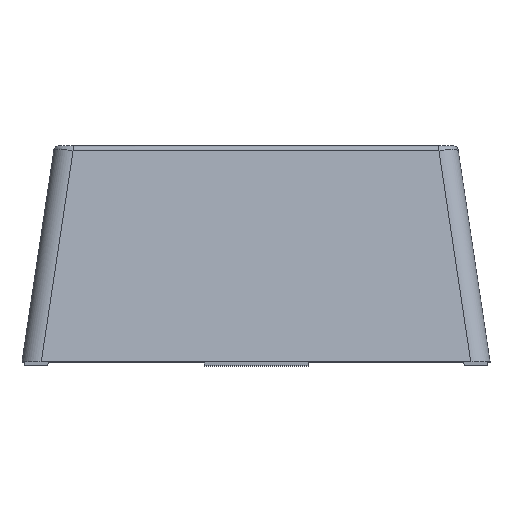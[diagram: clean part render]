
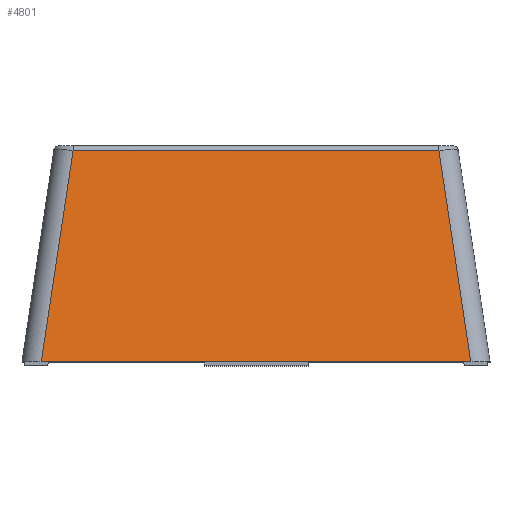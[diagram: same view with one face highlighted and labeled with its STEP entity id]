
A CAD part, top view. The second image highlights one B-rep face of the part: STEP entity #4801.
In plain terms, the highlighted planar face has unit normal (0, 0.149, 0.989).
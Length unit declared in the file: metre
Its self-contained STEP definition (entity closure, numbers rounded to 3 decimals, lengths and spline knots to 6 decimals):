
#386=B_SPLINE_CURVE_WITH_KNOTS('',3,(#6821,#6822,#6823,#6824),
 .UNSPECIFIED.,.F.,.F.,(4,4),(0.,1.),
 .UNSPECIFIED.);
#967=ORIENTED_EDGE('',*,*,#2355,.F.);
#968=ORIENTED_EDGE('',*,*,#2356,.T.);
#969=ORIENTED_EDGE('',*,*,#2351,.T.);
#970=ORIENTED_EDGE('',*,*,#2346,.F.);
#2346=EDGE_CURVE('',#3058,#3059,#3414,.T.);
#2351=EDGE_CURVE('',#3062,#3059,#3417,.T.);
#2355=EDGE_CURVE('',#3064,#3058,#3419,.T.);
#2356=EDGE_CURVE('',#3064,#3062,#386,.T.);
#3058=VERTEX_POINT('',#6770);
#3059=VERTEX_POINT('',#6772);
#3062=VERTEX_POINT('',#6806);
#3064=VERTEX_POINT('',#6820);
#3414=LINE('',#6771,#3766);
#3417=LINE('',#6805,#3769);
#3419=LINE('',#6819,#3771);
#3766=VECTOR('',#5393,1.);
#3769=VECTOR('',#5400,1.);
#3771=VECTOR('',#5406,1.);
#4088=EDGE_LOOP('',(#967,#968,#969,#970));
#4411=FACE_BOUND('',#4088,.T.);
#4702=PLANE('',#5111);
#4801=ADVANCED_FACE('',(#4411),#4702,.T.);
#5111=AXIS2_PLACEMENT_3D('',#6818,#5404,#5405);
#5393=DIRECTION('',(-1.,0.,0.));
#5400=DIRECTION('',(-0.147,-0.978,0.147));
#5404=DIRECTION('',(0.,0.149,0.989));
#5405=DIRECTION('',(-1.,0.,0.));
#5406=DIRECTION('',(0.147,-0.978,0.147));
#6770=CARTESIAN_POINT('',(0.008258,-0.00825,0.009));
#6771=CARTESIAN_POINT('',(0.009,-0.00825,0.009));
#6772=CARTESIAN_POINT('',(-0.008258,-0.00825,0.009));
#6805=CARTESIAN_POINT('',(-0.007633,-0.0041,0.008375));
#6806=CARTESIAN_POINT('',(-0.007034,-0.00012,0.007776));
#6818=CARTESIAN_POINT('',(0.00775,0.00005,0.00775));
#6819=CARTESIAN_POINT('',(0.007633,-0.0041,0.008375));
#6820=CARTESIAN_POINT('',(0.007034,-0.00012,0.007776));
#6821=CARTESIAN_POINT('',(0.007034,-0.00012,0.007776));
#6822=CARTESIAN_POINT('',(0.002345,-0.00012,0.007776));
#6823=CARTESIAN_POINT('',(-0.002345,-0.00012,0.007776));
#6824=CARTESIAN_POINT('',(-0.007034,-0.00012,0.007776));
